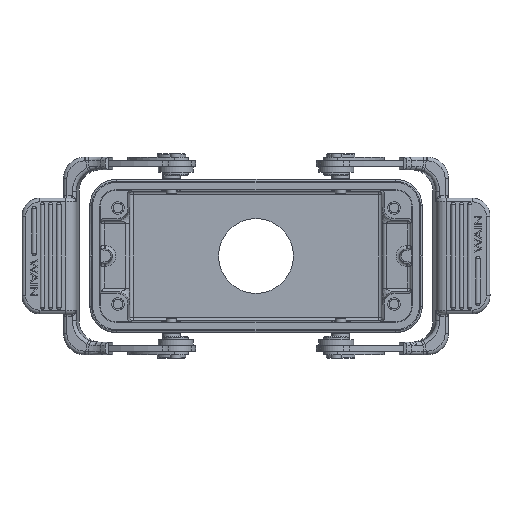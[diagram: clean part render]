
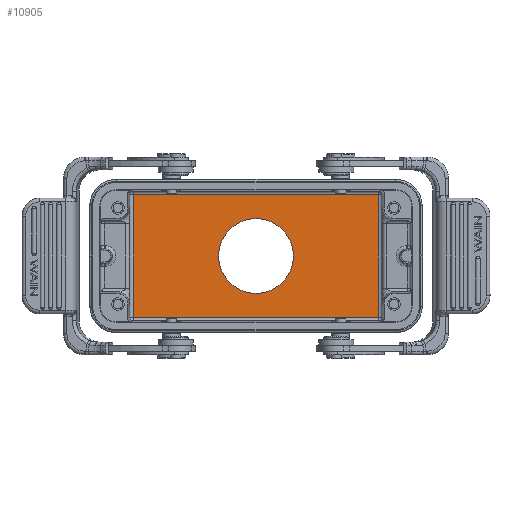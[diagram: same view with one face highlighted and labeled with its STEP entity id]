
A CAD part, front view. The second image highlights one B-rep face of the part: STEP entity #10905.
In plain terms, the highlighted planar face has unit normal (0, -1, 0).
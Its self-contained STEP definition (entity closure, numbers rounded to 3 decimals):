
#10905=ADVANCED_FACE('',(#12960,#12961),#11711,.F.);
#11711=PLANE('',#33754);
#12519=CIRCLE('',#33753,10.5);
#12960=FACE_BOUND('',#14593,.T.);
#12961=FACE_BOUND('',#14594,.T.);
#14593=EDGE_LOOP('',(#21298));
#14594=EDGE_LOOP('',(#21299,#21300,#21301,#21302));
#21298=ORIENTED_EDGE('',*,*,#27253,.F.);
#21299=ORIENTED_EDGE('',*,*,#27247,.T.);
#21300=ORIENTED_EDGE('',*,*,#27244,.T.);
#21301=ORIENTED_EDGE('',*,*,#27240,.T.);
#21302=ORIENTED_EDGE('',*,*,#27252,.T.);
#23824=VERTEX_POINT('',#52863);
#23861=VERTEX_POINT('',#53448);
#23862=VERTEX_POINT('',#53454);
#23863=VERTEX_POINT('',#53460);
#23865=VERTEX_POINT('',#53474);
#27240=EDGE_CURVE('',#23861,#23824,#29423,.T.);
#27244=EDGE_CURVE('',#23862,#23861,#29424,.T.);
#27247=EDGE_CURVE('',#23863,#23862,#29425,.T.);
#27252=EDGE_CURVE('',#23824,#23863,#29428,.T.);
#27253=EDGE_CURVE('',#23865,#23865,#12519,.T.);
#29423=LINE('',#53447,#31615);
#29424=LINE('',#53455,#31616);
#29425=LINE('',#53461,#31617);
#29428=LINE('',#53471,#31620);
#31615=VECTOR('',#40094,1.);
#31616=VECTOR('',#40105,1.);
#31617=VECTOR('',#40114,1.);
#31620=VECTOR('',#40129,1.);
#33753=AXIS2_PLACEMENT_3D('',#53473,#40132,#40133);
#33754=AXIS2_PLACEMENT_3D('',#53475,#40134,#40135);
#40094=DIRECTION('',(0.,0.,1.));
#40105=DIRECTION('',(1.,0.,0.));
#40114=DIRECTION('',(0.,0.,-1.));
#40129=DIRECTION('',(-1.,0.,0.));
#40132=DIRECTION('',(0.,-1.,0.));
#40133=DIRECTION('',(-1.,0.,0.));
#40134=DIRECTION('',(0.,1.,0.));
#40135=DIRECTION('',(1.,0.,0.));
#52863=CARTESIAN_POINT('',(34.445,43.,17.222));
#53447=CARTESIAN_POINT('',(34.445,43.,-17.222));
#53448=CARTESIAN_POINT('',(34.445,43.,-17.222));
#53454=CARTESIAN_POINT('',(-34.445,43.,-17.222));
#53455=CARTESIAN_POINT('',(-34.445,43.,-17.222));
#53460=CARTESIAN_POINT('',(-34.445,43.,17.222));
#53461=CARTESIAN_POINT('',(-34.445,43.,17.222));
#53471=CARTESIAN_POINT('',(34.445,43.,17.222));
#53473=CARTESIAN_POINT('',(0.,43.,0.));
#53474=CARTESIAN_POINT('',(-10.5,43.,0.));
#53475=CARTESIAN_POINT('',(45.5,43.,-21.5));
